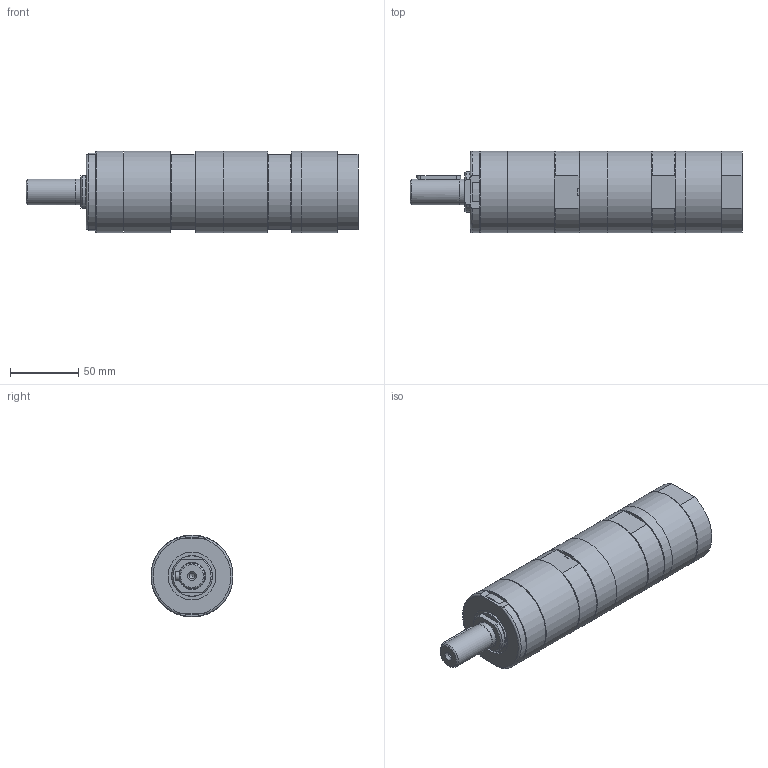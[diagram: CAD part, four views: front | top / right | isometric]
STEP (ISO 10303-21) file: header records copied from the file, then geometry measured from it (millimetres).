
FILE_DESCRIPTION(/* description */ (''),/* implementation_level */ '2;1');
FILE_NAME(/* name */ 'MUD 82-6800_60002507.stp',/* time_stamp */ '2018-09-18T17:07:47+02:00',/* author */ ('flambert'),/* organization */ (''),/* preprocessor_version */ 'ST-DEVELOPER v17',/* originating_system */ 'Autodesk Inventor 2018',/* authorisation */ '');
FILE_SCHEMA (('AUTOMOTIVE_DESIGN { 1 0 10303 214 3 1 1 }'));
Length unit declared in the file: millimetre
Products named in the file (1): MUD 82-6800_60002507
Bounding box: 243 x 60 x 60 mm (x, y, z)
Volume: 559931 mm3; surface area: 55886.4 mm2
Topology: 1 solids, 49 shells, 492 faces, 1116 edges, 740 vertices
Faces by surface type: cylinder 240, plane 206, cone 34, bspline 7, torus 3, sphere 2
Full cylindrical faces by diameter (mm): 1.55 x2, 3.3 x1, 3.6 x1, 4 x1, 4.134 x1, 5 x1, 5.5 x1, 14.95 x2, 18.631 x1, 18.8 x1, 19 x1, 29.95 x1, 35 x1, 55.178 x1, 55.376 x1, 60 x6
Entity records: 14614 total; most frequent: CARTESIAN_POINT 2788, DIRECTION 2579, ORIENTED_EDGE 2230, EDGE_CURVE 1115, AXIS2_PLACEMENT_3D 1051, VERTEX_POINT 740, CIRCLE 565, EDGE_LOOP 515
